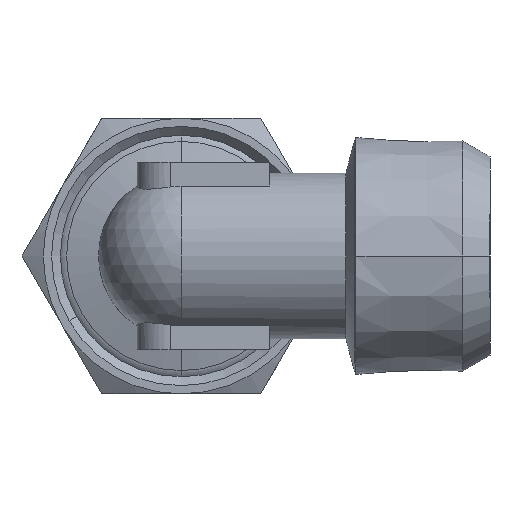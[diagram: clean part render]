
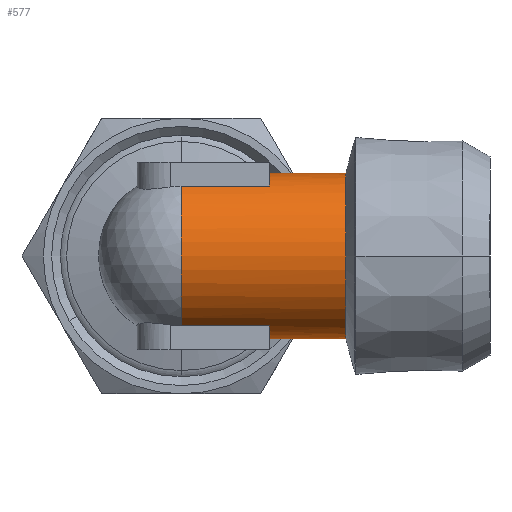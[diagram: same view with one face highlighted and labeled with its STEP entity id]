
A CAD part, left-side view. The second image highlights one B-rep face of the part: STEP entity #577.
In plain terms, the highlighted cylindrical face has radius 7.5 mm (diameter 15 mm), a partial arc.
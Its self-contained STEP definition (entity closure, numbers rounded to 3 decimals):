
#225 = VERTEX_POINT ( 'NONE', #1317 ) ;
#228 = VERTEX_POINT ( 'NONE', #1312 ) ;
#236 = VERTEX_POINT ( 'NONE', #1282 ) ;
#240 = VERTEX_POINT ( 'NONE', #1288 ) ;
#245 = VERTEX_POINT ( 'NONE', #1278 ) ;
#285 = VERTEX_POINT ( 'NONE', #1338 ) ;
#286 = VERTEX_POINT ( 'NONE', #1337 ) ;
#291 = VERTEX_POINT ( 'NONE', #1332 ) ;
#474 = CARTESIAN_POINT ( 'NONE',  ( 0., 0., 0. ) ) ;
#478 = DIRECTION ( 'NONE',  ( 0., 0., -1. ) ) ;
#486 = DIRECTION ( 'NONE',  ( 0., -1., 0. ) ) ;
#577 = ADVANCED_FACE ( 'NONE', ( #1379 ), #1381, .T. ) ;
#658 = AXIS2_PLACEMENT_3D ( 'NONE', #796, #797, #798 ) ;
#659 = AXIS2_PLACEMENT_3D ( 'NONE', #799, #800, #801 ) ;
#660 = AXIS2_PLACEMENT_3D ( 'NONE', #802, #803, #804 ) ;
#661 = AXIS2_PLACEMENT_3D ( 'NONE', #805, #806, #807 ) ;
#727 = DIRECTION ( 'NONE',  ( 0., -1., 0. ) ) ;
#729 = CARTESIAN_POINT ( 'NONE',  ( 0., 0., 7.5 ) ) ;
#733 = CARTESIAN_POINT ( 'NONE',  ( 0., 0., -7.5 ) ) ;
#735 = DIRECTION ( 'NONE',  ( 0., -1., 0. ) ) ;
#789 = CARTESIAN_POINT ( 'NONE',  ( -4., 0., 6.344 ) ) ;
#790 = DIRECTION ( 'NONE',  ( 0., 1., 0. ) ) ;
#794 = CARTESIAN_POINT ( 'NONE',  ( -4., 0., -6.344 ) ) ;
#795 = DIRECTION ( 'NONE',  ( 0., -1., 0. ) ) ;
#796 = CARTESIAN_POINT ( 'NONE',  ( 0., 23., 0. ) ) ;
#797 = DIRECTION ( 'NONE',  ( 0., -1., 0. ) ) ;
#798 = DIRECTION ( 'NONE',  ( 0., 0., 1. ) ) ;
#799 = CARTESIAN_POINT ( 'NONE',  ( 0., 31., 0. ) ) ;
#800 = DIRECTION ( 'NONE',  ( 0., -1., 0. ) ) ;
#801 = DIRECTION ( 'NONE',  ( 0., 0., -1. ) ) ;
#802 = CARTESIAN_POINT ( 'NONE',  ( 0., 23., 0. ) ) ;
#803 = DIRECTION ( 'NONE',  ( 0., -1., 0. ) ) ;
#804 = DIRECTION ( 'NONE',  ( 0., 0., 1. ) ) ;
#805 = CARTESIAN_POINT ( 'NONE',  ( 0., 16.072, 0. ) ) ;
#806 = DIRECTION ( 'NONE',  ( 0., -1., 0. ) ) ;
#807 = DIRECTION ( 'NONE',  ( 0., 0., -1. ) ) ;
#1080 = EDGE_LOOP ( 'NONE', ( #1186, #1676, #1675, #1674, #1673, #1672, #1671, #1670 ) ) ;
#1186 = ORIENTED_EDGE ( 'NONE', *, *, #1907, .F. ) ;
#1278 = CARTESIAN_POINT ( 'NONE',  ( 0., 16.072, 7.5 ) ) ;
#1282 = CARTESIAN_POINT ( 'NONE',  ( -4., 23., 6.344 ) ) ;
#1288 = CARTESIAN_POINT ( 'NONE',  ( 0., 16.072, -7.5 ) ) ;
#1312 = CARTESIAN_POINT ( 'NONE',  ( 0., 23., 7.5 ) ) ;
#1317 = CARTESIAN_POINT ( 'NONE',  ( 0., 23., -7.5 ) ) ;
#1332 = CARTESIAN_POINT ( 'NONE',  ( -4., 31., 6.344 ) ) ;
#1337 = CARTESIAN_POINT ( 'NONE',  ( -4., 31., -6.344 ) ) ;
#1338 = CARTESIAN_POINT ( 'NONE',  ( -4., 23., -6.344 ) ) ;
#1379 = FACE_OUTER_BOUND ( 'NONE', #1080, .T. ) ;
#1381 = CYLINDRICAL_SURFACE ( 'NONE', #2049, 7.5 ) ;
#1497 = LINE ( 'NONE', #729, #1501 ) ;
#1500 = LINE ( 'NONE', #733, #1503 ) ;
#1501 = VECTOR ( 'NONE', #727, 1000. ) ;
#1503 = VECTOR ( 'NONE', #735, 1000. ) ;
#1529 = CIRCLE ( 'NONE', #658, 7.5 ) ;
#1530 = LINE ( 'NONE', #789, #1532 ) ;
#1531 = CIRCLE ( 'NONE', #659, 7.5 ) ;
#1532 = VECTOR ( 'NONE', #790, 1000. ) ;
#1533 = LINE ( 'NONE', #794, #1535 ) ;
#1534 = CIRCLE ( 'NONE', #660, 7.5 ) ;
#1535 = VECTOR ( 'NONE', #795, 1000. ) ;
#1536 = CIRCLE ( 'NONE', #661, 7.5 ) ;
#1670 = ORIENTED_EDGE ( 'NONE', *, *, #1935, .F. ) ;
#1671 = ORIENTED_EDGE ( 'NONE', *, *, #1908, .T. ) ;
#1672 = ORIENTED_EDGE ( 'NONE', *, *, #1934, .T. ) ;
#1673 = ORIENTED_EDGE ( 'NONE', *, *, #1933, .T. ) ;
#1674 = ORIENTED_EDGE ( 'NONE', *, *, #1932, .T. ) ;
#1675 = ORIENTED_EDGE ( 'NONE', *, *, #1931, .T. ) ;
#1676 = ORIENTED_EDGE ( 'NONE', *, *, #1930, .T. ) ;
#1907 = EDGE_CURVE ( 'NONE', #228, #245, #1497, .T. ) ;
#1908 = EDGE_CURVE ( 'NONE', #225, #240, #1500, .T. ) ;
#1930 = EDGE_CURVE ( 'NONE', #228, #236, #1529, .T. ) ;
#1931 = EDGE_CURVE ( 'NONE', #236, #291, #1530, .T. ) ;
#1932 = EDGE_CURVE ( 'NONE', #291, #286, #1531, .T. ) ;
#1933 = EDGE_CURVE ( 'NONE', #286, #285, #1533, .T. ) ;
#1934 = EDGE_CURVE ( 'NONE', #285, #225, #1534, .T. ) ;
#1935 = EDGE_CURVE ( 'NONE', #245, #240, #1536, .T. ) ;
#2049 = AXIS2_PLACEMENT_3D ( 'NONE', #474, #486, #478 ) ;
